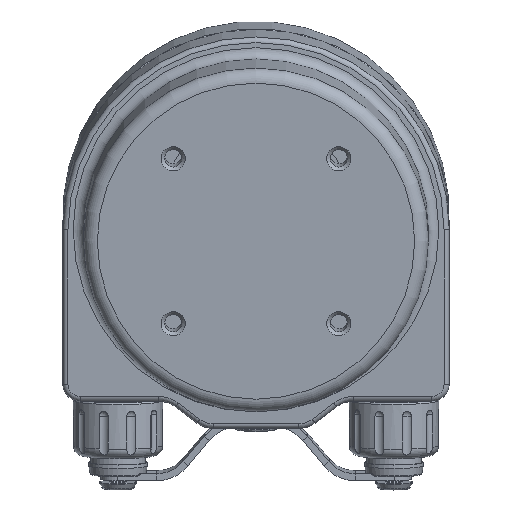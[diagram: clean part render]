
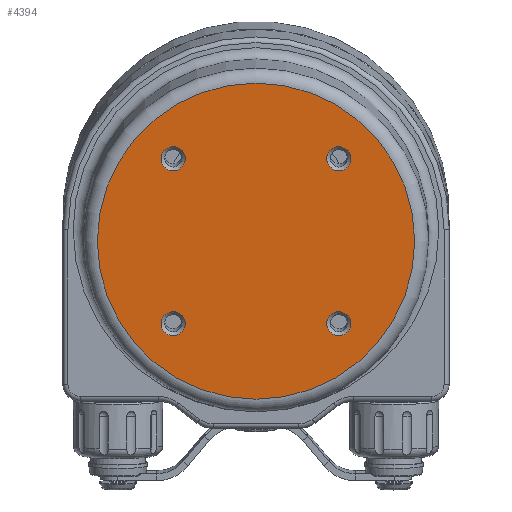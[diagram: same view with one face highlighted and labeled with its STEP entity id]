
A CAD part, front view. The second image highlights one B-rep face of the part: STEP entity #4394.
In plain terms, the highlighted planar face has unit normal (0, -0.996, -0.09).
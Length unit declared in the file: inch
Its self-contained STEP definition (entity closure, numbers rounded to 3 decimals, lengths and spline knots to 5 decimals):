
#235 = EDGE_CURVE ( 'NONE', #7212, #7212, #5682, .T. ) ;
#513 = DIRECTION ( 'NONE',  ( 0., -0.996, -0.09 ) ) ;
#619 = EDGE_LOOP ( 'NONE', ( #5372 ) ) ;
#721 = EDGE_CURVE ( 'NONE', #6604, #6604, #8176, .T. ) ;
#812 = CIRCLE ( 'NONE', #1472, 0.0689 ) ;
#825 = AXIS2_PLACEMENT_3D ( 'NONE', #3490, #2901, #5784 ) ;
#1472 = AXIS2_PLACEMENT_3D ( 'NONE', #5190, #513, #6032 ) ;
#1667 = CARTESIAN_POINT ( 'NONE',  ( 0.18852, -0.28472, 1.14342 ) ) ;
#1676 = AXIS2_PLACEMENT_3D ( 'NONE', #7296, #2513, #8066 ) ;
#2099 = AXIS2_PLACEMENT_3D ( 'NONE', #3705, #9263, #4544 ) ;
#2513 = DIRECTION ( 'NONE',  ( 0., -0.996, -0.09 ) ) ;
#2901 = DIRECTION ( 'NONE',  ( 0., -0.996, -0.09 ) ) ;
#3288 = VERTEX_POINT ( 'NONE', #4972 ) ;
#3377 = AXIS2_PLACEMENT_3D ( 'NONE', #5096, #5029, #4991 ) ;
#3480 = VERTEX_POINT ( 'NONE', #8896 ) ;
#3490 = CARTESIAN_POINT ( 'NONE',  ( 1.56647, -0.32725, 1.61395 ) ) ;
#3575 = VERTEX_POINT ( 'NONE', #7341 ) ;
#3705 = CARTESIAN_POINT ( 'NONE',  ( 1.56647, -0.24219, 0.6729 ) ) ;
#3861 = CARTESIAN_POINT ( 'NONE',  ( 1.09403, -0.28472, 1.14342 ) ) ;
#4394 = ADVANCED_FACE ( 'NONE', ( #9772, #9699, #9832, #9707, #10023 ), #6000, .T. ) ;
#4544 = DIRECTION ( 'NONE',  ( -1., 0., 0. ) ) ;
#4916 = ORIENTED_EDGE ( 'NONE', *, *, #721, .T. ) ;
#4972 = CARTESIAN_POINT ( 'NONE',  ( 0.55269, -0.24219, 0.6729 ) ) ;
#4991 = DIRECTION ( 'NONE',  ( -1., 0., 0. ) ) ;
#5029 = DIRECTION ( 'NONE',  ( 0., -0.996, -0.09 ) ) ;
#5096 = CARTESIAN_POINT ( 'NONE',  ( 1.09403, -0.28472, 1.14342 ) ) ;
#5190 = CARTESIAN_POINT ( 'NONE',  ( 0.62159, -0.32725, 1.61395 ) ) ;
#5372 = ORIENTED_EDGE ( 'NONE', *, *, #8008, .F. ) ;
#5682 = CIRCLE ( 'NONE', #825, 0.0689 ) ;
#5784 = DIRECTION ( 'NONE',  ( -1., 0., 0. ) ) ;
#5890 = EDGE_LOOP ( 'NONE', ( #9109 ) ) ;
#6000 = PLANE ( 'NONE',  #3377 ) ;
#6032 = DIRECTION ( 'NONE',  ( -1., 0., 0. ) ) ;
#6263 = AXIS2_PLACEMENT_3D ( 'NONE', #3861, #9991, #9526 ) ;
#6604 = VERTEX_POINT ( 'NONE', #1667 ) ;
#7212 = VERTEX_POINT ( 'NONE', #8716 ) ;
#7296 = CARTESIAN_POINT ( 'NONE',  ( 0.62159, -0.24219, 0.6729 ) ) ;
#7341 = CARTESIAN_POINT ( 'NONE',  ( 0.55269, -0.32725, 1.61395 ) ) ;
#7385 = EDGE_LOOP ( 'NONE', ( #4916 ) ) ;
#7539 = EDGE_LOOP ( 'NONE', ( #8934 ) ) ;
#7670 = EDGE_CURVE ( 'NONE', #3575, #3575, #812, .T. ) ;
#7849 = EDGE_CURVE ( 'NONE', #3480, #3480, #7938, .T. ) ;
#7938 = CIRCLE ( 'NONE', #2099, 0.0689 ) ;
#8008 = EDGE_CURVE ( 'NONE', #3288, #3288, #10010, .T. ) ;
#8066 = DIRECTION ( 'NONE',  ( -1., 0., 0. ) ) ;
#8095 = EDGE_LOOP ( 'NONE', ( #9009 ) ) ;
#8176 = CIRCLE ( 'NONE', #6263, 0.90551 ) ;
#8716 = CARTESIAN_POINT ( 'NONE',  ( 1.49757, -0.32725, 1.61395 ) ) ;
#8896 = CARTESIAN_POINT ( 'NONE',  ( 1.49757, -0.24219, 0.6729 ) ) ;
#8934 = ORIENTED_EDGE ( 'NONE', *, *, #235, .F. ) ;
#9009 = ORIENTED_EDGE ( 'NONE', *, *, #7849, .F. ) ;
#9109 = ORIENTED_EDGE ( 'NONE', *, *, #7670, .F. ) ;
#9263 = DIRECTION ( 'NONE',  ( 0., -0.996, -0.09 ) ) ;
#9526 = DIRECTION ( 'NONE',  ( -1., 0., 0. ) ) ;
#9699 = FACE_BOUND ( 'NONE', #619, .T. ) ;
#9707 = FACE_BOUND ( 'NONE', #7539, .T. ) ;
#9772 = FACE_BOUND ( 'NONE', #8095, .T. ) ;
#9832 = FACE_BOUND ( 'NONE', #5890, .T. ) ;
#9991 = DIRECTION ( 'NONE',  ( 0., -0.996, -0.09 ) ) ;
#10010 = CIRCLE ( 'NONE', #1676, 0.0689 ) ;
#10023 = FACE_OUTER_BOUND ( 'NONE', #7385, .T. ) ;
